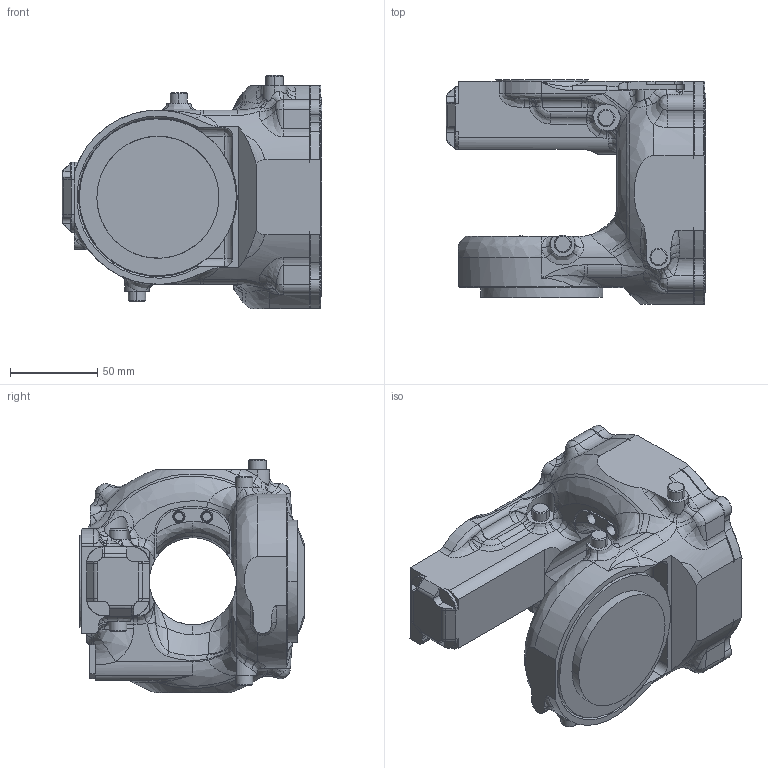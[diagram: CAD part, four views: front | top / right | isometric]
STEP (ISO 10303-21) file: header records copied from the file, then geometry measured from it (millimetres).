
FILE_DESCRIPTION (( 'STEP AP203' ), '1' );
FILE_NAME ('MH24_B_AXIS_Default_sldprt.STEP', '2025-10-20T22:10:21', ( '' ), ( '' ), 'SwSTEP 2.0', 'SolidWorks 2025', '' );
FILE_SCHEMA (( 'CONFIG_CONTROL_DESIGN' ));
Length unit declared in the file: millimetre
Products named in the file (1): MH24_B_AXIS_Default_sldprt
Bounding box: 148.8 x 129 x 134 mm (x, y, z)
Volume: 966676.6 mm3; surface area: 107306.1 mm2
Topology: 1 solids, 2 shells, 611 faces, 1556 edges, 951 vertices
Faces by surface type: bspline 220, cylinder 182, plane 131, cone 78
Entity records: 35040 total; most frequent: CARTESIAN_POINT 22388, ORIENTED_EDGE 3086, DIRECTION 2024, EDGE_CURVE 1543, VERTEX_POINT 951, AXIS2_PLACEMENT_3D 799, B_SPLINE_CURVE_WITH_KNOTS 649, EDGE_LOOP 628
